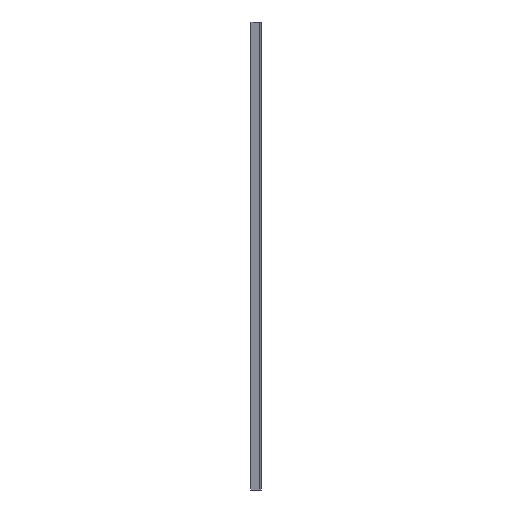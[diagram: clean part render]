
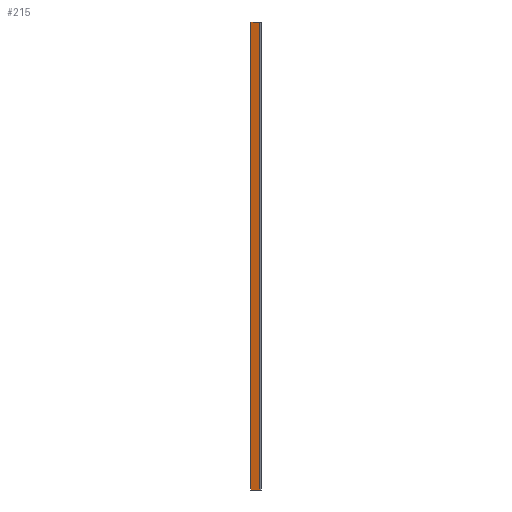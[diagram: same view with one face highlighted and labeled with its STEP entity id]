
A CAD part, left-side view. The second image highlights one B-rep face of the part: STEP entity #215.
In plain terms, the highlighted planar face has unit normal (-0.966, 0.259, 0).
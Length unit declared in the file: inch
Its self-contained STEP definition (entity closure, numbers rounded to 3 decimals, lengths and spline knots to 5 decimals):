
#215=ADVANCED_FACE('',(#365),#3189,.T.);
#365=FACE_OUTER_BOUND('',#635,.T.);
#635=EDGE_LOOP('',(#1292,#1293,#1294,#1295));
#1292=ORIENTED_EDGE('',*,*,#1849,.T.);
#1293=ORIENTED_EDGE('',*,*,#1612,.F.);
#1294=ORIENTED_EDGE('',*,*,#1848,.F.);
#1295=ORIENTED_EDGE('',*,*,#1820,.F.);
#1612=EDGE_CURVE('',#2768,#2769,#2715,.T.);
#1820=EDGE_CURVE('',#2917,#2916,#2729,.T.);
#1848=EDGE_CURVE('',#2916,#2768,#2105,.T.);
#1849=EDGE_CURVE('',#2917,#2769,#2744,.T.);
#2105=(
BOUNDED_CURVE()
B_SPLINE_CURVE(1,(#5503,#5504),.UNSPECIFIED.,.F.,.F.)
B_SPLINE_CURVE_WITH_KNOTS((2,2),(24.,84.),.UNSPECIFIED.)
CURVE()
GEOMETRIC_REPRESENTATION_ITEM()
RATIONAL_B_SPLINE_CURVE((1.,1.))
REPRESENTATION_ITEM('')
);
#2715=B_SPLINE_CURVE_WITH_KNOTS('',1,(#4893,#4894),.UNSPECIFIED.,.F.,.F.,
(2,2),(-11.73088,-10.53986),.UNSPECIFIED.);
#2729=B_SPLINE_CURVE_WITH_KNOTS('',1,(#5443,#5444),.UNSPECIFIED.,.F.,.F.,
(2,2),(10.53986,11.73088),.UNSPECIFIED.);
#2744=B_SPLINE_CURVE_WITH_KNOTS('',1,(#5505,#5506),.UNSPECIFIED.,.F.,.F.,
(2,2),(24.,84.),.UNSPECIFIED.);
#2768=VERTEX_POINT('',#4565);
#2769=VERTEX_POINT('',#4566);
#2916=VERTEX_POINT('',#4713);
#2917=VERTEX_POINT('',#4714);
#3189=PLANE('',#3366);
#3366=AXIS2_PLACEMENT_3D('',#4476,#3787,$);
#3787=DIRECTION('',(-0.966,0.259,0.));
#4476=CARTESIAN_POINT('',(-0.05882,0.0011,-0.5));
#4565=CARTESIAN_POINT('',(-0.05882,0.0011,1.25));
#4566=CARTESIAN_POINT('',(-0.06525,-0.02287,1.25));
#4713=CARTESIAN_POINT('',(-0.05882,0.0011,0.));
#4714=CARTESIAN_POINT('',(-0.06525,-0.02287,0.));
#4893=CARTESIAN_POINT('',(-0.05882,0.0011,1.25));
#4894=CARTESIAN_POINT('',(-0.06525,-0.02287,1.25));
#5443=CARTESIAN_POINT('',(-0.06525,-0.02287,0.));
#5444=CARTESIAN_POINT('',(-0.05882,0.0011,0.));
#5503=CARTESIAN_POINT('',(-0.05882,0.0011,0.));
#5504=CARTESIAN_POINT('',(-0.05882,0.0011,1.25));
#5505=CARTESIAN_POINT('',(-0.06525,-0.02287,0.));
#5506=CARTESIAN_POINT('',(-0.06525,-0.02287,1.25));
